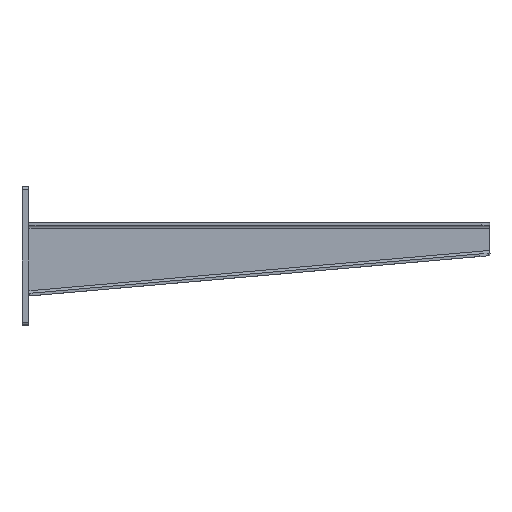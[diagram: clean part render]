
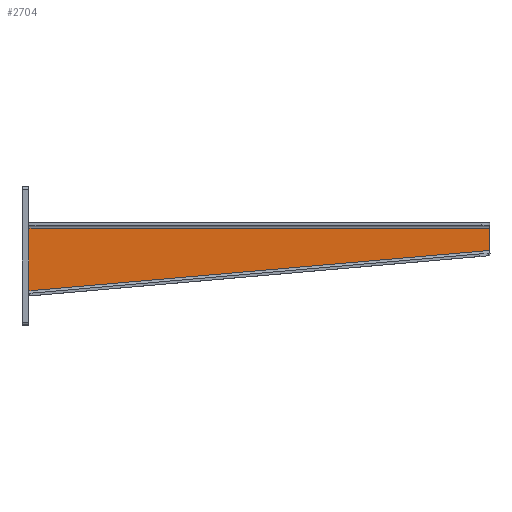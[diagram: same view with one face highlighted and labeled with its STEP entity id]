
A CAD part, top view. The second image highlights one B-rep face of the part: STEP entity #2704.
In plain terms, the highlighted planar face has unit normal (0, 0, 1).
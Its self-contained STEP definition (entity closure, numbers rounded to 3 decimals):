
#212 = CARTESIAN_POINT ( 'NONE',  ( -635., 73.5, 0. ) ) ;
#219 = PLANE ( 'NONE',  #1872 ) ;
#221 = DIRECTION ( 'NONE',  ( 0., 0., -1. ) ) ;
#222 = DIRECTION ( 'NONE',  ( -1., 0., 0. ) ) ;
#249 = CARTESIAN_POINT ( 'NONE',  ( -635., 39.22, 0. ) ) ;
#250 = DIRECTION ( 'NONE',  ( -1., 0., 0. ) ) ;
#574 = CARTESIAN_POINT ( 'NONE',  ( -530., -32.343, 0. ) ) ;
#578 = CARTESIAN_POINT ( 'NONE',  ( -3., 39.22, 0. ) ) ;
#619 = CARTESIAN_POINT ( 'NONE',  ( -3., 13.763, 0. ) ) ;
#653 = CARTESIAN_POINT ( 'NONE',  ( -530., 39.22, 0. ) ) ;
#1075 = LINE ( 'NONE', #1168, #1077 ) ;
#1077 = VECTOR ( 'NONE', #1166, 1000. ) ;
#1082 = LINE ( 'NONE', #1183, #1086 ) ;
#1086 = VECTOR ( 'NONE', #1182, 1000. ) ;
#1092 = LINE ( 'NONE', #1195, #1096 ) ;
#1096 = VECTOR ( 'NONE', #1201, 1000. ) ;
#1166 = DIRECTION ( 'NONE',  ( -0.996, -0.087, 0. ) ) ;
#1168 = CARTESIAN_POINT ( 'NONE',  ( -625.013, -40.656, 0. ) ) ;
#1182 = DIRECTION ( 'NONE',  ( 0., -1., 0. ) ) ;
#1183 = CARTESIAN_POINT ( 'NONE',  ( -530., 73.5, 0. ) ) ;
#1195 = CARTESIAN_POINT ( 'NONE',  ( -3., 73.5, 0. ) ) ;
#1201 = DIRECTION ( 'NONE',  ( 0., 1., 0. ) ) ;
#1483 = FACE_OUTER_BOUND ( 'NONE', #2591, .T. ) ;
#1513 = VECTOR ( 'NONE', #250, 1000. ) ;
#1515 = LINE ( 'NONE', #249, #1513 ) ;
#1700 = VERTEX_POINT ( 'NONE', #574 ) ;
#1706 = VERTEX_POINT ( 'NONE', #653 ) ;
#1727 = VERTEX_POINT ( 'NONE', #578 ) ;
#1732 = VERTEX_POINT ( 'NONE', #619 ) ;
#1872 = AXIS2_PLACEMENT_3D ( 'NONE', #212, #221, #222 ) ;
#2395 = ORIENTED_EDGE ( 'NONE', *, *, #2808, .T. ) ;
#2396 = ORIENTED_EDGE ( 'NONE', *, *, #2802, .F. ) ;
#2397 = ORIENTED_EDGE ( 'NONE', *, *, #2814, .T. ) ;
#2398 = ORIENTED_EDGE ( 'NONE', *, *, #2718, .T. ) ;
#2591 = EDGE_LOOP ( 'NONE', ( #2395, #2396, #2397, #2398 ) ) ;
#2704 = ADVANCED_FACE ( 'NONE', ( #1483 ), #219, .F. ) ;
#2718 = EDGE_CURVE ( 'NONE', #1727, #1706, #1515, .T. ) ;
#2802 = EDGE_CURVE ( 'NONE', #1732, #1700, #1075, .T. ) ;
#2808 = EDGE_CURVE ( 'NONE', #1706, #1700, #1082, .T. ) ;
#2814 = EDGE_CURVE ( 'NONE', #1732, #1727, #1092, .T. ) ;
